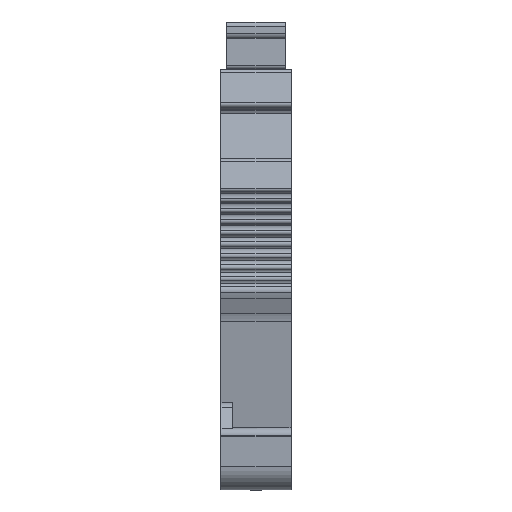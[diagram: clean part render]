
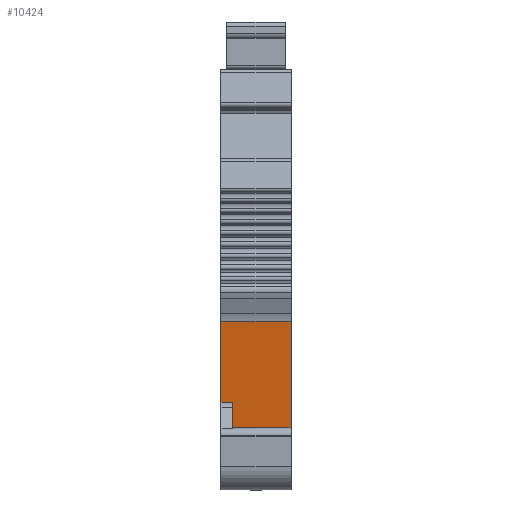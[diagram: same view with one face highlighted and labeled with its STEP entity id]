
A CAD part, left-side view. The second image highlights one B-rep face of the part: STEP entity #10424.
In plain terms, the highlighted planar face has unit normal (-0.986, 0, -0.168).
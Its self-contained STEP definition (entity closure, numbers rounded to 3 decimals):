
#1728=ORIENTED_EDGE('',*,*,#3332,.T.);
#1729=ORIENTED_EDGE('',*,*,#3639,.F.);
#1730=ORIENTED_EDGE('',*,*,#3640,.F.);
#1731=ORIENTED_EDGE('',*,*,#3641,.T.);
#1732=ORIENTED_EDGE('',*,*,#3027,.T.);
#1733=ORIENTED_EDGE('',*,*,#3642,.F.);
#3027=EDGE_CURVE('',#4198,#4197,#4926,.T.);
#3332=EDGE_CURVE('',#4502,#4501,#5067,.T.);
#3639=EDGE_CURVE('',#4653,#4501,#5321,.T.);
#3640=EDGE_CURVE('',#4654,#4653,#5322,.T.);
#3641=EDGE_CURVE('',#4654,#4198,#5323,.T.);
#3642=EDGE_CURVE('',#4502,#4197,#5324,.T.);
#4197=VERTEX_POINT('',#13951);
#4198=VERTEX_POINT('',#13953);
#4501=VERTEX_POINT('',#14565);
#4502=VERTEX_POINT('',#14567);
#4653=VERTEX_POINT('',#15175);
#4654=VERTEX_POINT('',#15179);
#4926=LINE('',#13952,#5712);
#5067=LINE('',#14566,#5853);
#5321=LINE('',#15176,#6107);
#5322=LINE('',#15178,#6108);
#5323=LINE('',#15180,#6109);
#5324=LINE('',#15181,#6110);
#5712=VECTOR('',#11598,1000.);
#5853=VECTOR('',#12077,1000.);
#6107=VECTOR('',#12729,1000.);
#6108=VECTOR('',#12732,1000.);
#6109=VECTOR('',#12733,1000.);
#6110=VECTOR('',#12734,1000.);
#6617=EDGE_LOOP('',(#1728,#1729,#1730,#1731,#1732,#1733));
#7033=FACE_BOUND('',#6617,.T.);
#7354=PLANE('',#11093);
#10424=ADVANCED_FACE('',(#7033),#7354,.T.);
#11093=AXIS2_PLACEMENT_3D('',#15177,#12730,#12731);
#11598=DIRECTION('',(-0.168,0.,0.986));
#12077=DIRECTION('',(0.168,0.,-0.986));
#12729=DIRECTION('',(0.,1.,0.));
#12730=DIRECTION('',(-0.986,0.,-0.168));
#12731=DIRECTION('',(-0.168,0.,0.986));
#12732=DIRECTION('',(-0.168,0.,0.986));
#12733=DIRECTION('',(0.,-1.,0.));
#12734=DIRECTION('',(0.,-1.,0.));
#13951=CARTESIAN_POINT('',(-25.832,-2.6,-3.457));
#13952=CARTESIAN_POINT('',(-25.873,-2.6,-3.221));
#13953=CARTESIAN_POINT('',(-23.841,-2.6,-15.144));
#14565=CARTESIAN_POINT('',(-24.653,3.4,-10.38));
#14566=CARTESIAN_POINT('',(-25.873,3.4,-3.221));
#14567=CARTESIAN_POINT('',(-25.832,3.4,-3.457));
#15175=CARTESIAN_POINT('',(-24.653,2.4,-10.38));
#15176=CARTESIAN_POINT('',(-24.653,67.799,-10.38));
#15177=CARTESIAN_POINT('',(-25.873,67.799,-3.221));
#15178=CARTESIAN_POINT('',(-24.61,2.4,-10.634));
#15179=CARTESIAN_POINT('',(-23.841,2.4,-15.144));
#15180=CARTESIAN_POINT('',(-23.841,67.799,-15.144));
#15181=CARTESIAN_POINT('',(-25.832,67.8,-3.457));
